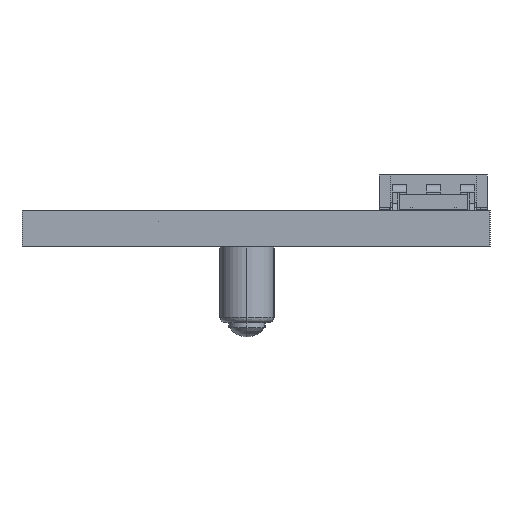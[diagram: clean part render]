
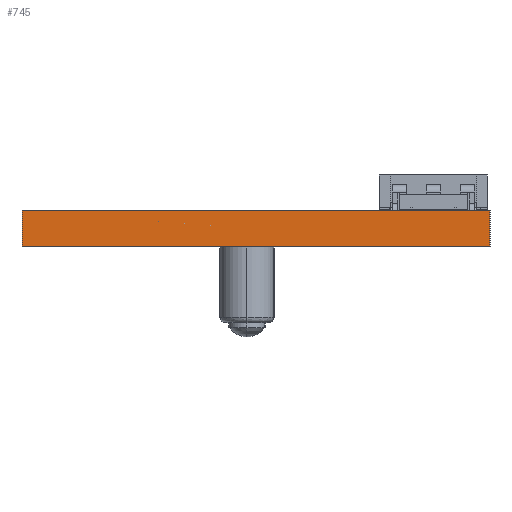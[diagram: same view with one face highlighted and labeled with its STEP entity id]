
A CAD part, left-side view. The second image highlights one B-rep face of the part: STEP entity #745.
In plain terms, the highlighted planar face has unit normal (-1, 0, 0).
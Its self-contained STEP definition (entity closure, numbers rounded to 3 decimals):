
#689 = VERTEX_POINT('',#690);
#690 = CARTESIAN_POINT('',(-43.,0.,0.5));
#696 = EDGE_CURVE('',#697,#689,#699,.T.);
#697 = VERTEX_POINT('',#698);
#698 = CARTESIAN_POINT('',(-43.,0.,-0.5));
#699 = LINE('',#700,#701);
#700 = CARTESIAN_POINT('',(-43.,0.,-0.5));
#701 = VECTOR('',#702,1.);
#702 = DIRECTION('',(0.,0.,1.));
#745 = ADVANCED_FACE('',(#746),#771,.F.);
#746 = FACE_BOUND('',#747,.F.);
#747 = EDGE_LOOP('',(#748,#749,#757,#765));
#748 = ORIENTED_EDGE('',*,*,#696,.T.);
#749 = ORIENTED_EDGE('',*,*,#750,.T.);
#750 = EDGE_CURVE('',#689,#751,#753,.T.);
#751 = VERTEX_POINT('',#752);
#752 = CARTESIAN_POINT('',(-43.,-13.,0.5));
#753 = LINE('',#754,#755);
#754 = CARTESIAN_POINT('',(-43.,0.,0.5));
#755 = VECTOR('',#756,1.);
#756 = DIRECTION('',(0.,-1.,0.));
#757 = ORIENTED_EDGE('',*,*,#758,.F.);
#758 = EDGE_CURVE('',#759,#751,#761,.T.);
#759 = VERTEX_POINT('',#760);
#760 = CARTESIAN_POINT('',(-43.,-13.,-0.5));
#761 = LINE('',#762,#763);
#762 = CARTESIAN_POINT('',(-43.,-13.,-0.5));
#763 = VECTOR('',#764,1.);
#764 = DIRECTION('',(0.,0.,1.));
#765 = ORIENTED_EDGE('',*,*,#766,.F.);
#766 = EDGE_CURVE('',#697,#759,#767,.T.);
#767 = LINE('',#768,#769);
#768 = CARTESIAN_POINT('',(-43.,0.,-0.5));
#769 = VECTOR('',#770,1.);
#770 = DIRECTION('',(0.,-1.,0.));
#771 = PLANE('',#772);
#772 = AXIS2_PLACEMENT_3D('',#773,#774,#775);
#773 = CARTESIAN_POINT('',(-43.,0.,-0.5));
#774 = DIRECTION('',(1.,0.,0.));
#775 = DIRECTION('',(0.,-1.,0.));
